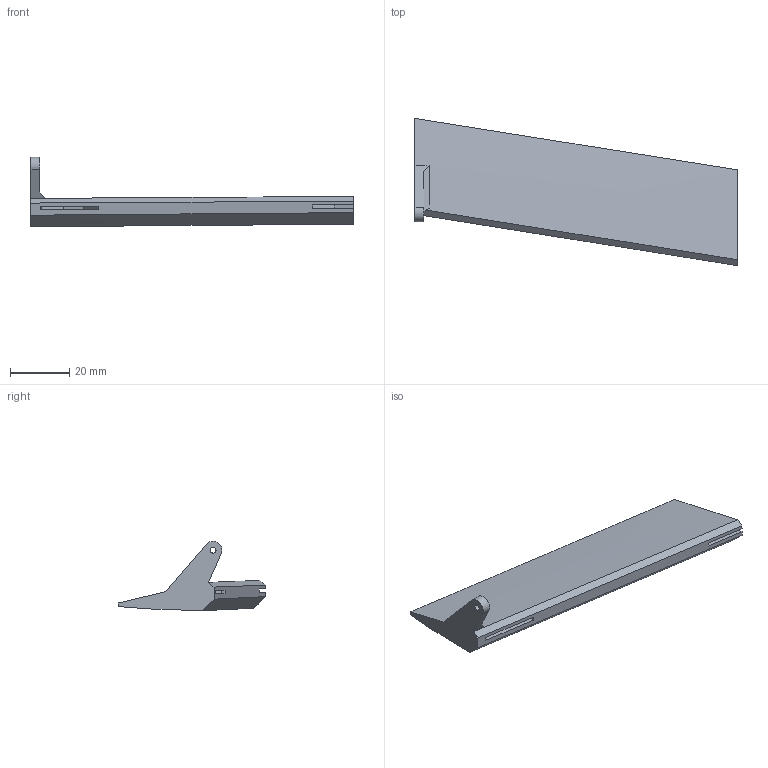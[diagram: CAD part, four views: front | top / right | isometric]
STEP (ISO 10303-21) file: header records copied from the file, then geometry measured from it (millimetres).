
FILE_DESCRIPTION(/* description */ (''),/* implementation_level */ '2;1');
FILE_NAME(/* name */ 'Wing L Aileron 1.step',/* time_stamp */ '2024-11-26T12:10:09+01:00',/* author */ (''),/* organization */ (''),/* preprocessor_version */ 'ST-DEVELOPER v20',/* originating_system */ 'Autodesk Translation Framework v13.20.0.188',/* authorisation */ '');
FILE_SCHEMA (('AUTOMOTIVE_DESIGN { 1 0 10303 214 3 1 1 }'));
Length unit declared in the file: millimetre
Products named in the file (1): Wing L Aileron 1
Bounding box: 109 x 49.83 x 23.5 mm (x, y, z)
Volume: 20038.2 mm3; surface area: 9083.9 mm2
Topology: 1 solids, 1 shells, 26 faces, 70 edges, 47 vertices
Faces by surface type: plane 19, bspline 5, cylinder 2
Full cylindrical faces by diameter (mm): 2 x1
Entity records: 975 total; most frequent: CARTESIAN_POINT 324, ORIENTED_EDGE 140, DIRECTION 98, EDGE_CURVE 70, VERTEX_POINT 47, LINE 46, VECTOR 46, EDGE_LOOP 29
